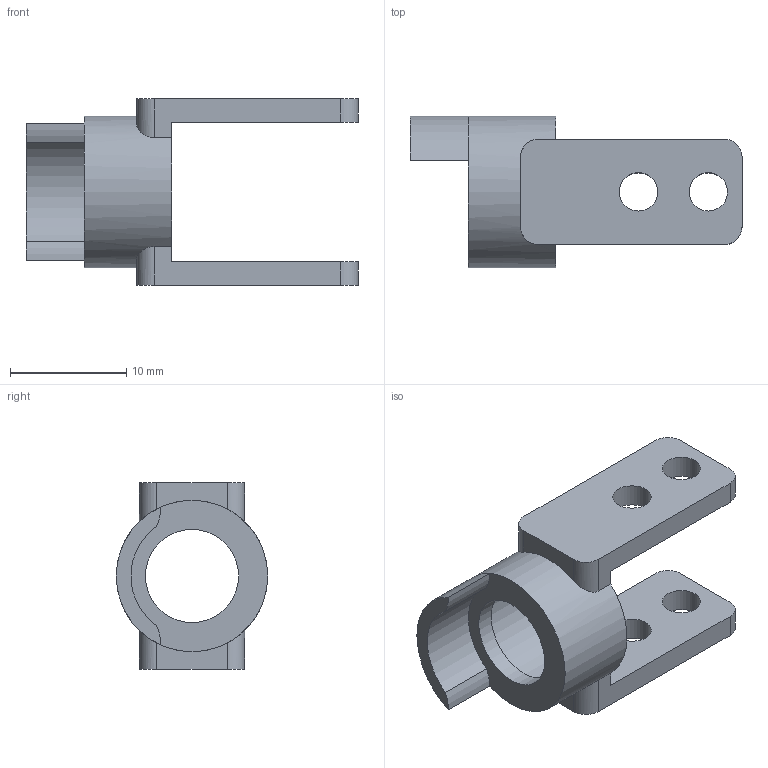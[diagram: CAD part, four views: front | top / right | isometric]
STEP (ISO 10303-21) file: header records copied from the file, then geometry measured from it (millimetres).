
FILE_DESCRIPTION(/* description */ (''),/* implementation_level */ '2;1');
FILE_NAME(/* name */ 'rotation limit circle_90 degree.step',/* time_stamp */ '2024-03-18T13:21:08+09:00',/* author */ (''),/* organization */ (''),/* preprocessor_version */ 'ST-DEVELOPER v20',/* originating_system */ 'Autodesk Translation Framework v12.20.1.177',/* authorisation */ '');
FILE_SCHEMA (('AUTOMOTIVE_DESIGN { 1 0 10303 214 3 1 1 }'));
Length unit declared in the file: millimetre
Products named in the file (2): rotation limit circle; bearing_circle v1
Assembly tree (1 placements, depth 2):
  rotation limit circle
    bearing_circle v1
Bounding box: 28.5 x 13 x 16 mm (x, y, z)
Volume: 1120.3 mm3; surface area: 1685.6 mm2
Topology: 2 solids, 2 shells, 36 faces, 93 edges, 62 vertices
Faces by surface type: cylinder 19, plane 17
Full cylindrical faces by diameter (mm): 3.3 x4, 8 x1, 10.2 x1, 13 x1
Entity records: 1225 total; most frequent: CARTESIAN_POINT 238, DIRECTION 205, ORIENTED_EDGE 186, EDGE_CURVE 93, AXIS2_PLACEMENT_3D 77, VERTEX_POINT 62, LINE 51, VECTOR 51
